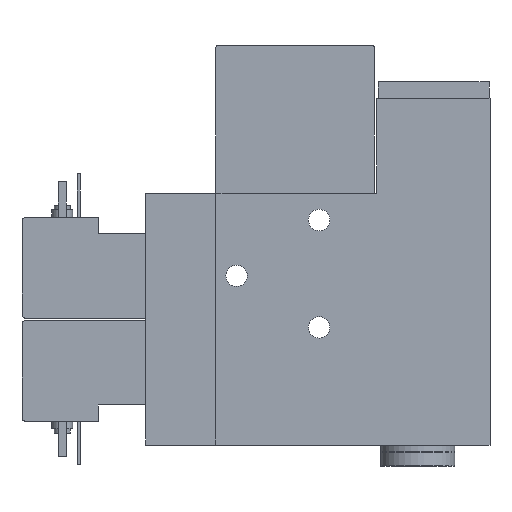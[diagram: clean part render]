
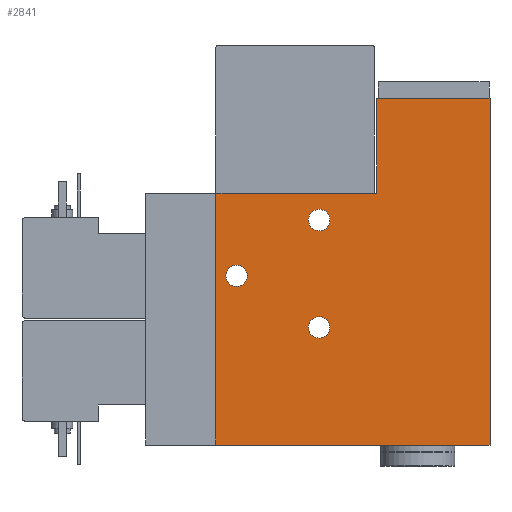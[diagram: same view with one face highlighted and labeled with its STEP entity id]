
A CAD part, left-side view. The second image highlights one B-rep face of the part: STEP entity #2841.
In plain terms, the highlighted face is planar.
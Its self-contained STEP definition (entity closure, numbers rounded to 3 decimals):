
#55=LINE('',#3828,#236);
#76=LINE('',#3871,#257);
#86=LINE('',#3904,#267);
#87=LINE('',#3905,#268);
#88=LINE('',#3907,#269);
#89=LINE('',#3909,#270);
#236=VECTOR('',#3219,1000.);
#257=VECTOR('',#3244,1000.);
#267=VECTOR('',#3274,1000.);
#268=VECTOR('',#3275,1000.);
#269=VECTOR('',#3276,1000.);
#270=VECTOR('',#3277,1000.);
#419=PLANE('',#2999);
#514=CIRCLE('',#3000,2.6);
#515=CIRCLE('',#3001,2.6);
#516=CIRCLE('',#3002,2.6);
#628=ORIENTED_EDGE('',*,*,#1145,.F.);
#629=ORIENTED_EDGE('',*,*,#1146,.F.);
#630=ORIENTED_EDGE('',*,*,#1147,.F.);
#631=ORIENTED_EDGE('',*,*,#1148,.F.);
#632=ORIENTED_EDGE('',*,*,#1110,.F.);
#633=ORIENTED_EDGE('',*,*,#1149,.F.);
#634=ORIENTED_EDGE('',*,*,#1150,.F.);
#635=ORIENTED_EDGE('',*,*,#1151,.F.);
#636=ORIENTED_EDGE('',*,*,#1131,.F.);
#1110=EDGE_CURVE('',#1370,#1371,#55,.T.);
#1131=EDGE_CURVE('',#1390,#1391,#76,.T.);
#1145=EDGE_CURVE('',#1401,#1401,#514,.T.);
#1146=EDGE_CURVE('',#1402,#1402,#515,.T.);
#1147=EDGE_CURVE('',#1403,#1403,#516,.T.);
#1148=EDGE_CURVE('',#1371,#1390,#86,.T.);
#1149=EDGE_CURVE('',#1404,#1370,#87,.T.);
#1150=EDGE_CURVE('',#1405,#1404,#88,.T.);
#1151=EDGE_CURVE('',#1391,#1405,#89,.T.);
#1370=VERTEX_POINT('',#3827);
#1371=VERTEX_POINT('',#3829);
#1390=VERTEX_POINT('',#3870);
#1391=VERTEX_POINT('',#3872);
#1401=VERTEX_POINT('',#3899);
#1402=VERTEX_POINT('',#3901);
#1403=VERTEX_POINT('',#3903);
#1404=VERTEX_POINT('',#3906);
#1405=VERTEX_POINT('',#3908);
#1572=EDGE_LOOP('',(#628));
#1573=EDGE_LOOP('',(#629));
#1574=EDGE_LOOP('',(#630));
#1575=EDGE_LOOP('',(#631,#632,#633,#634,#635,#636));
#1782=FACE_BOUND('',#1572,.T.);
#1783=FACE_BOUND('',#1573,.T.);
#1784=FACE_BOUND('',#1574,.T.);
#1785=FACE_BOUND('',#1575,.T.);
#2841=ADVANCED_FACE('',(#1782,#1783,#1784,#1785),#419,.F.);
#2999=AXIS2_PLACEMENT_3D('',#3897,#3266,#3267);
#3000=AXIS2_PLACEMENT_3D('',#3898,#3268,#3269);
#3001=AXIS2_PLACEMENT_3D('',#3900,#3270,#3271);
#3002=AXIS2_PLACEMENT_3D('',#3902,#3272,#3273);
#3219=DIRECTION('',(0.,1.,0.));
#3244=DIRECTION('',(0.,-1.,0.));
#3266=DIRECTION('',(0.,0.,1.));
#3267=DIRECTION('',(1.,0.,0.));
#3268=DIRECTION('',(0.,0.,-1.));
#3269=DIRECTION('',(-1.,0.,0.));
#3270=DIRECTION('',(0.,0.,-1.));
#3271=DIRECTION('',(-1.,0.,0.));
#3272=DIRECTION('',(0.,0.,-1.));
#3273=DIRECTION('',(-1.,0.,0.));
#3274=DIRECTION('',(-1.,0.,0.));
#3275=DIRECTION('',(1.,0.,0.));
#3276=DIRECTION('',(0.,-1.,0.));
#3277=DIRECTION('',(-1.,0.,0.));
#3827=CARTESIAN_POINT('',(0.,0.,-11.));
#3828=CARTESIAN_POINT('',(0.,0.,-11.));
#3829=CARTESIAN_POINT('',(0.,66.4,-11.));
#3870=CARTESIAN_POINT('',(-61.,66.4,-11.));
#3871=CARTESIAN_POINT('',(-61.,83.4,-11.));
#3872=CARTESIAN_POINT('',(-61.,27.4,-11.));
#3897=CARTESIAN_POINT('',(0.,0.,-11.));
#3898=CARTESIAN_POINT('',(-28.5,41.4,-11.));
#3899=CARTESIAN_POINT('',(-31.1,41.4,-11.));
#3900=CARTESIAN_POINT('',(-41.,61.4,-11.));
#3901=CARTESIAN_POINT('',(-43.6,61.4,-11.));
#3902=CARTESIAN_POINT('',(-54.5,41.4,-11.));
#3903=CARTESIAN_POINT('',(-57.1,41.4,-11.));
#3904=CARTESIAN_POINT('',(0.,66.4,-11.));
#3905=CARTESIAN_POINT('',(-84.,0.,-11.));
#3906=CARTESIAN_POINT('',(-84.,0.,-11.));
#3907=CARTESIAN_POINT('',(-84.,27.4,-11.));
#3908=CARTESIAN_POINT('',(-84.,27.4,-11.));
#3909=CARTESIAN_POINT('',(-61.,27.4,-11.));
